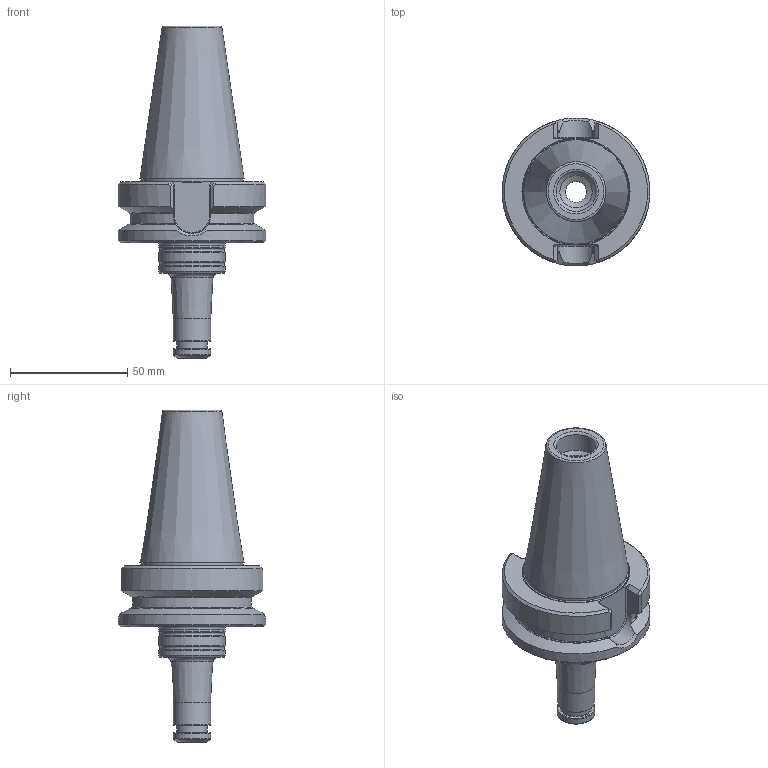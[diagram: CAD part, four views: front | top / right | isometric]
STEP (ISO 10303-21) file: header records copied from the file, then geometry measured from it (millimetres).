
FILE_DESCRIPTION(/* description */ (''),/* implementation_level */ '2;1');
FILE_NAME(/* name */ '414071046.stp',/* time_stamp */ '2021-01-08T12:33:23',/* author */ ('LRA'),/* organization */ ('REGO-FIX'),/* preprocessor_version */ ' Unknown',/* originating_system */ 'SIEMENS PLM Software Solid Edge ST10',/* authorization */ 'Unknown');
FILE_SCHEMA (('AUTOMOTIVE_DESIGN { 1 0 10303 214 2 1 1}'));
Length unit declared in the file: millimetre
Products named in the file (1): NOCUT
Bounding box: 63 x 63 x 141.4 mm (x, y, z)
Volume: 135837.7 mm3; surface area: 26371.1 mm2
Topology: 1 solids, 1 shells, 105 faces, 254 edges, 157 vertices
Faces by surface type: plane 28, cylinder 27, cone 27, torus 17, bspline 6
Full cylindrical faces by diameter (mm): 9 x1, 10 x1, 13 x1, 13.834 x1, 13.835 x1, 16 x2, 17 x1, 28.5 x3, 43.85 x1, 63 x1
Entity records: 3650 total; most frequent: CARTESIAN_POINT 729, DIRECTION 440, ORIENTED_EDGE 400, EDGE_CURVE 200, AXIS2_PLACEMENT_3D 193, EDGE_LOOP 156, FACE_BOUND 156, VERTEX_POINT 146
